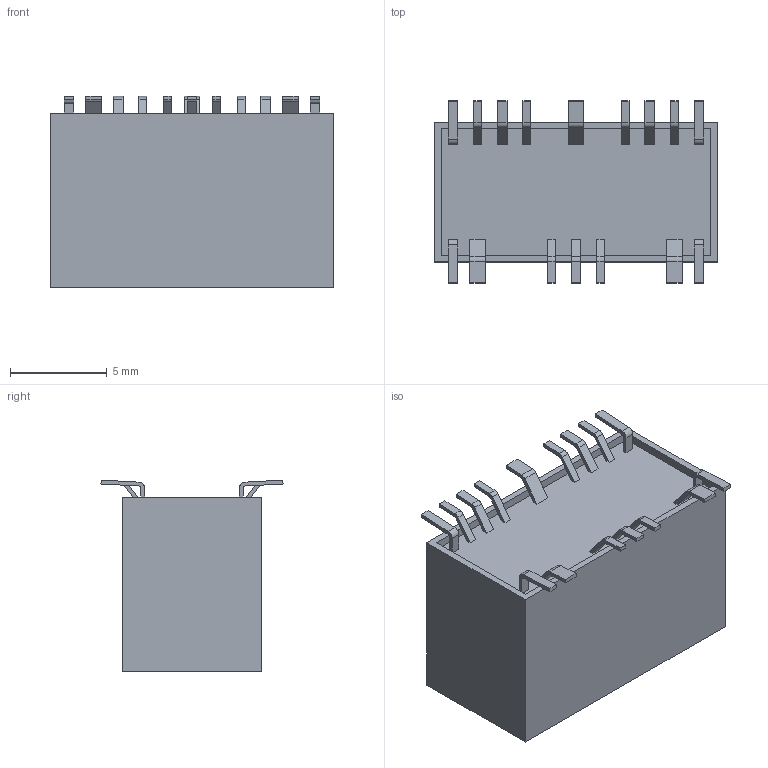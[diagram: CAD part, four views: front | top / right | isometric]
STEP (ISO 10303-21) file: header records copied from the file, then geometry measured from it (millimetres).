
FILE_DESCRIPTION(('STEP AP242'),'1');
FILE_NAME('1462050-1.stp','2021-02-17T02:58:53',('TraceParts'),('TraceParts S.A.'),'Spatial InterOp 3D',' ',' ');
FILE_SCHEMA(('AP242_MANAGED_MODEL_BASED_3D_ENGINEERING_MIM_LF {1 0 10303 442 1 1 4}'));
Length unit declared in the file: millimetre
Products named in the file (1): 1462050-1
Bounding box: 14.6 x 9.4 x 9.9 mm (x, y, z)
Volume: 910.8 mm3; surface area: 686 mm2
Topology: 1 solids, 1 shells, 754 faces, 2103 edges, 1402 vertices
Faces by surface type: plane 677, cylinder 43, extrusion 34
Entity records: 23971 total; most frequent: CARTESIAN_POINT 4599, ORIENTED_EDGE 4206, DIRECTION 3597, EDGE_CURVE 2103, VECTOR 1983, LINE 1949, VERTEX_POINT 1402, AXIS2_PLACEMENT_3D 807
